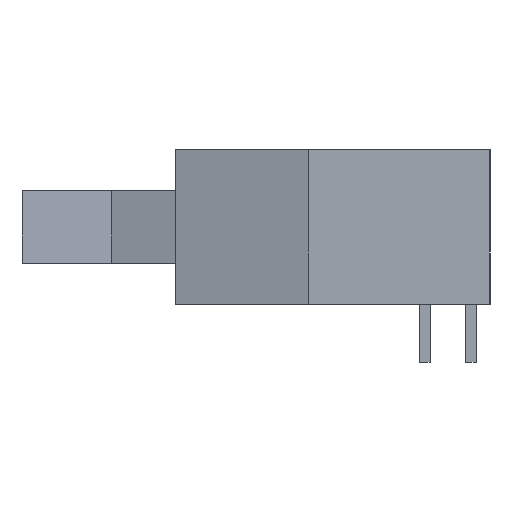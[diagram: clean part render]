
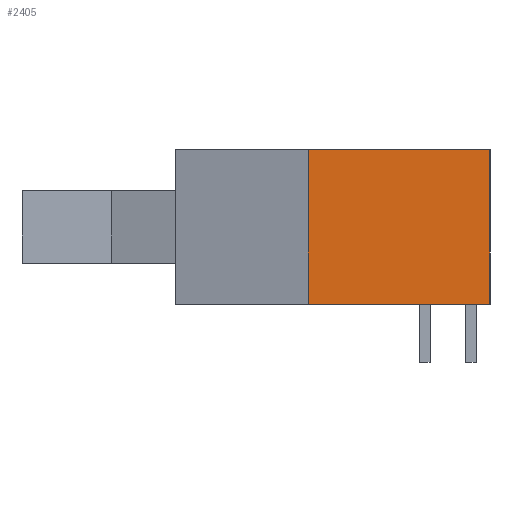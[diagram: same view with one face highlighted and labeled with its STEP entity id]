
A CAD part, left-side view. The second image highlights one B-rep face of the part: STEP entity #2405.
In plain terms, the highlighted free-form (B-spline) face has degree [1, 1] with [2, 2] control points.
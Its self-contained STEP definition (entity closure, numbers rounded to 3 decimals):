
#2349=CARTESIAN_POINT('V113',(-31.573,12.59,
   0.0));
#2350=VERTEX_POINT('V113',#2349);
#2356=CARTESIAN_POINT('V34',(-31.573,12.59,
   8.5));
#2357=VERTEX_POINT('V34',#2356);
#2358=CARTESIAN_POINT('E196',(-31.573,12.59,
   0.0));
#2359=CARTESIAN_POINT('E196',(-31.573,12.59,
   8.5));
#2360=B_SPLINE_CURVE_WITH_KNOTS('E196',1,(#2358,#2359),
   .POLYLINE_FORM.,.F.,.U.,(2,2),(0.0,1.125),
   .UNSPECIFIED.);
#2361=EDGE_CURVE('E196',#2350,#2357,#2360,.T.);
#2378=CARTESIAN_POINT('F53',(-31.573,12.59,
   0.0));
#2379=CARTESIAN_POINT('F53',(-31.573,2.59,
   0.0));
#2380=CARTESIAN_POINT('F53',(-31.573,12.59,
   8.5));
#2381=CARTESIAN_POINT('F53',(-31.573,2.59,
   8.5));
#2382=B_SPLINE_SURFACE_WITH_KNOTS('F53',1,1,((#2378,#2380),(#2379,
   #2381)),.PLANE_SURF.,.F.,.F.,.U.,(2,2),(2,2),(0.0,
   1.176),(0.0,1.0),.UNSPECIFIED.);
#2383=CARTESIAN_POINT('V112',(-31.573,2.59,
   0.0));
#2384=VERTEX_POINT('V112',#2383);
#2385=CARTESIAN_POINT('E148',(-31.573,12.59,
   0.0));
#2386=CARTESIAN_POINT('E148',(-31.573,2.59,
   0.0));
#2387=B_SPLINE_CURVE_WITH_KNOTS('E148',1,(#2385,#2386),
   .POLYLINE_FORM.,.F.,.U.,(2,2),(0.0,1.176),
   .UNSPECIFIED.);
#2388=EDGE_CURVE('E148',#2350,#2384,#2387,.T.);
#2389=ORIENTED_EDGE('E148',*,*,#2388,.T.);
#2390=CARTESIAN_POINT('V35',(-31.573,2.59,
   8.5));
#2391=VERTEX_POINT('V35',#2390);
#2392=CARTESIAN_POINT('E195',(-31.573,2.59,
   0.0));
#2393=CARTESIAN_POINT('E195',(-31.573,2.59,
   8.5));
#2394=QUASI_UNIFORM_CURVE('E195',1,(#2392,#2393),.POLYLINE_FORM.,.F.,
   .U.);
#2395=EDGE_CURVE('E195',#2384,#2391,#2394,.T.);
#2396=ORIENTED_EDGE('E195',*,*,#2395,.T.);
#2397=CARTESIAN_POINT('E37',(-31.573,2.59,
   8.5));
#2398=CARTESIAN_POINT('E37',(-31.573,12.59,
   8.5));
#2399=B_SPLINE_CURVE_WITH_KNOTS('E37',1,(#2397,#2398),
   .POLYLINE_FORM.,.F.,.U.,(2,2),(0.0,1.176),
   .UNSPECIFIED.);
#2400=EDGE_CURVE('E37',#2391,#2357,#2399,.T.);
#2401=ORIENTED_EDGE('E37',*,*,#2400,.T.);
#2402=ORIENTED_EDGE('E196',*,*,#2361,.F.);
#2403=EDGE_LOOP('F53',(#2389,#2396,#2401,#2402));
#2404=FACE_OUTER_BOUND('F53',#2403,.T.);
#2405=ADVANCED_FACE('F53',(#2404),#2382,.T.);
